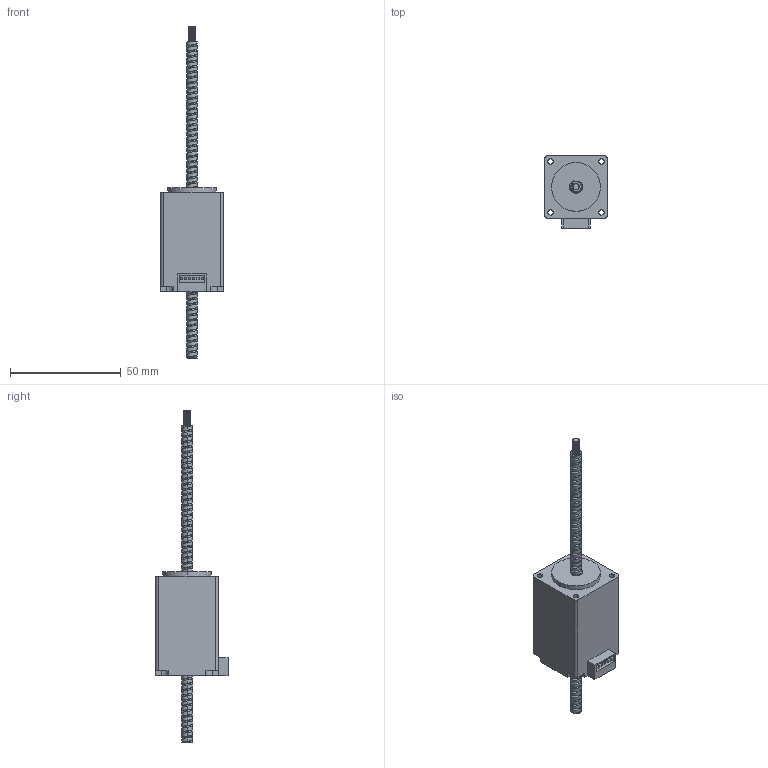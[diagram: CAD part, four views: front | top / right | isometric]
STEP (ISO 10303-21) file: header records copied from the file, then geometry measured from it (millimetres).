
FILE_DESCRIPTION(('FreeCAD Model'),'2;1');
FILE_NAME( 'MSL112ANx-4L3N0xxxx.step', '2018-07-27T14:12:39',('Author'),(''), 'Open CASCADE STEP processor 6.8','FreeCAD','Unknown');
FILE_SCHEMA(('AUTOMOTIVE_DESIGN_CC2 { 1 2 10303 214 -1 1 5 4 }'));
Length unit declared in the file: millimetre
Products named in the file (2): ASSEMBLY
Assembly tree (1 placements, depth 2):
  ASSEMBLY
    (unnamed)
Bounding box: 28.2 x 32.7 x 150 mm (x, y, z)
Volume: 37071.2 mm3; surface area: 11662.4 mm2
Topology: 1 solids, 1 shells, 210 faces, 595 edges, 396 vertices
Faces by surface type: cylinder 143, plane 62, bspline 5
Entity records: 52885 total; most frequent: CARTESIAN_POINT 43320, ORIENTED_EDGE 1190, PCURVE 1190, DEFINITIONAL_REPRESENTATION 1190, DIRECTION 1117, B_SPLINE_CURVE_WITH_KNOTS 863, EDGE_CURVE 595, SURFACE_CURVE 595
